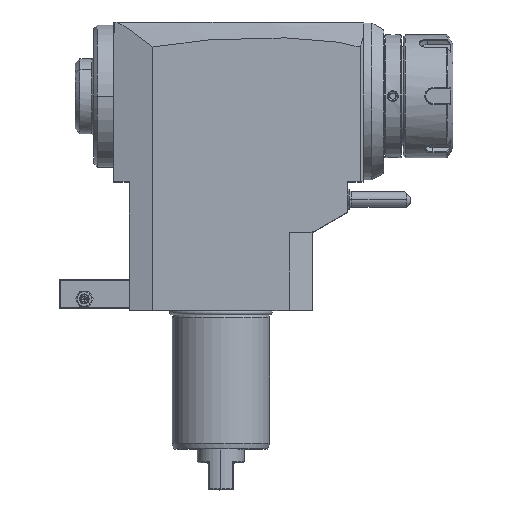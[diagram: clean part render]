
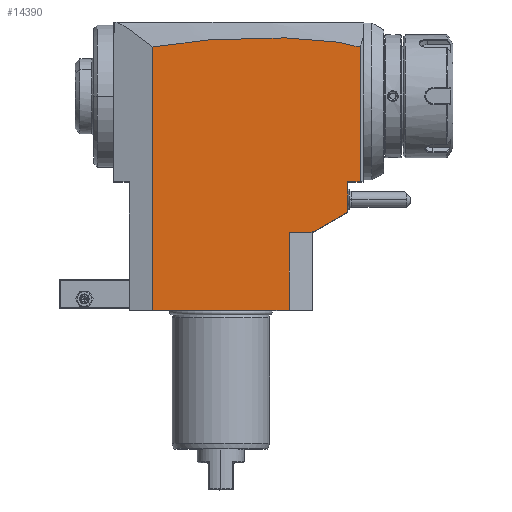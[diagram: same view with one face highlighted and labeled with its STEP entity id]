
A CAD part, top view. The second image highlights one B-rep face of the part: STEP entity #14390.
In plain terms, the highlighted planar face has unit normal (0, 0, 1).
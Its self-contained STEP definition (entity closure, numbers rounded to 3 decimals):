
#9=DIRECTION('',(-1.,0.,0.));
#10=VECTOR('',#9,70.);
#11=CARTESIAN_POINT('',(35.,0.,44.));
#12=LINE('',#11,#10);
#4542=DIRECTION('',(1.,0.,0.));
#4543=VECTOR('',#4542,11.);
#4544=CARTESIAN_POINT('',(35.,40.,44.));
#4545=LINE('',#4544,#4543);
#4558=DIRECTION('',(0.,1.,0.));
#4559=VECTOR('',#4558,40.);
#4560=CARTESIAN_POINT('',(35.,0.,44.));
#4561=LINE('',#4560,#4559);
#4590=DIRECTION('',(0.,-1.,0.));
#4591=VECTOR('',#4590,15.608);
#4592=CARTESIAN_POINT('',(65.,66.,44.));
#4593=LINE('',#4592,#4591);
#4594=DIRECTION('',(-0.866,-0.5,0.));
#4595=VECTOR('',#4594,20.785);
#4596=CARTESIAN_POINT('',(65.,50.392,44.));
#4597=LINE('',#4596,#4595);
#4598=DIRECTION('',(0.,1.,0.));
#4599=VECTOR('',#4598,0.577);
#4600=CARTESIAN_POINT('',(47.,40.,44.));
#4601=LINE('',#4600,#4599);
#4602=DIRECTION('',(0.866,0.5,0.));
#4603=VECTOR('',#4602,1.155);
#4604=CARTESIAN_POINT('',(46.,40.,44.));
#4605=LINE('',#4604,#4603);
#4606=DIRECTION('',(0.,1.,0.));
#4607=VECTOR('',#4606,135.17);
#4608=CARTESIAN_POINT('',(-35.,0.,44.));
#4609=LINE('',#4608,#4607);
#4610=CARTESIAN_POINT('',(71.5,135.054,44.));
#4611=CARTESIAN_POINT('',(71.148,135.177,44.));
#4612=CARTESIAN_POINT('',(70.419,135.419,44.));
#4613=CARTESIAN_POINT('',(69.237,135.77,44.));
#4614=CARTESIAN_POINT('',(68.,136.102,44.));
#4615=CARTESIAN_POINT('',(66.73,136.411,44.));
#4616=CARTESIAN_POINT('',(65.45,136.696,44.));
#4617=CARTESIAN_POINT('',(64.098,136.972,44.));
#4618=CARTESIAN_POINT('',(62.616,137.25,44.));
#4619=CARTESIAN_POINT('',(60.942,137.537,44.));
#4620=CARTESIAN_POINT('',(59.028,137.833,44.));
#4621=CARTESIAN_POINT('',(56.864,138.134,44.));
#4622=CARTESIAN_POINT('',(54.439,138.432,44.));
#4623=CARTESIAN_POINT('',(51.72,138.725,44.));
#4624=CARTESIAN_POINT('',(48.649,139.01,44.));
#4625=CARTESIAN_POINT('',(45.173,139.28,44.));
#4626=CARTESIAN_POINT('',(41.206,139.528,44.));
#4627=CARTESIAN_POINT('',(36.695,139.741,44.));
#4628=CARTESIAN_POINT('',(31.732,139.897,44.));
#4629=CARTESIAN_POINT('',(26.433,139.981,44.));
#4630=CARTESIAN_POINT('',(20.988,139.986,44.));
#4631=CARTESIAN_POINT('',(15.47,139.91,44.));
#4632=CARTESIAN_POINT('',(9.926,139.756,44.));
#4633=CARTESIAN_POINT('',(4.337,139.521,44.));
#4634=CARTESIAN_POINT('',(-1.298,139.202,44.));
#4635=CARTESIAN_POINT('',(-6.665,138.816,44.));
#4636=CARTESIAN_POINT('',(-11.42,138.406,44.));
#4637=CARTESIAN_POINT('',(-15.695,137.979,44.));
#4638=CARTESIAN_POINT('',(-19.682,137.528,44.));
#4639=CARTESIAN_POINT('',(-23.577,137.031,44.));
#4640=CARTESIAN_POINT('',(-27.425,136.481,44.));
#4641=CARTESIAN_POINT('',(-31.228,135.869,44.));
#4642=CARTESIAN_POINT('',(-33.747,135.413,44.));
#4643=CARTESIAN_POINT('',(-35.,135.17,44.));
#4645=DIRECTION('',(0.,-1.,0.));
#4646=VECTOR('',#4645,69.054);
#4647=CARTESIAN_POINT('',(71.5,135.054,44.));
#4648=LINE('',#4647,#4646);
#4649=DIRECTION('',(1.,0.,0.));
#4650=VECTOR('',#4649,6.5);
#4651=CARTESIAN_POINT('',(65.,66.,44.));
#4652=LINE('',#4651,#4650);
#9660=VERTEX_POINT('',#4610);
#9661=VERTEX_POINT('',#4643);
#9673=CARTESIAN_POINT('',(71.5,66.,44.));
#9674=VERTEX_POINT('',#9673);
#9693=CARTESIAN_POINT('',(35.,40.,44.));
#9694=CARTESIAN_POINT('',(46.,40.,44.));
#9695=VERTEX_POINT('',#9693);
#9696=VERTEX_POINT('',#9694);
#10033=CARTESIAN_POINT('',(35.,0.,44.));
#10034=CARTESIAN_POINT('',(-35.,0.,44.));
#10035=VERTEX_POINT('',#10033);
#10036=VERTEX_POINT('',#10034);
#10047=CARTESIAN_POINT('',(65.,50.392,44.));
#10048=CARTESIAN_POINT('',(47.,40.,44.));
#10049=VERTEX_POINT('',#10047);
#10050=VERTEX_POINT('',#10048);
#10103=CARTESIAN_POINT('',(47.,40.577,44.));
#10105=VERTEX_POINT('',#10103);
#10185=CARTESIAN_POINT('',(65.,66.,44.));
#10186=VERTEX_POINT('',#10185);
#14368=CARTESIAN_POINT('',(-53.475,40.,44.));
#14369=DIRECTION('',(0.,0.,1.));
#14370=DIRECTION('',(1.,0.,0.));
#14371=AXIS2_PLACEMENT_3D('',#14368,#14369,#14370);
#14372=PLANE('',#14371);
#14374=ORIENTED_EDGE('',*,*,#14373,.F.);
#14376=ORIENTED_EDGE('',*,*,#14375,.T.);
#14377=ORIENTED_EDGE('',*,*,#14288,.T.);
#14379=ORIENTED_EDGE('',*,*,#14378,.T.);
#14381=ORIENTED_EDGE('',*,*,#14380,.F.);
#14382=ORIENTED_EDGE('',*,*,#14308,.F.);
#14383=ORIENTED_EDGE('',*,*,#14325,.F.);
#14384=ORIENTED_EDGE('',*,*,#10204,.T.);
#14385=ORIENTED_EDGE('',*,*,#10358,.T.);
#14386=ORIENTED_EDGE('',*,*,#10816,.F.);
#14387=ORIENTED_EDGE('',*,*,#10833,.T.);
#14388=EDGE_LOOP('',(#14374,#14376,#14377,#14379,#14381,#14382,#14383,#14384,
#14385,#14386,#14387));
#14389=FACE_OUTER_BOUND('',#14388,.F.);
#4644=B_SPLINE_CURVE_WITH_KNOTS('',3,(#4610,#4611,#4612,#4613,#4614,#4615,#4616,
#4617,#4618,#4619,#4620,#4621,#4622,#4623,#4624,#4625,#4626,#4627,#4628,#4629,
#4630,#4631,#4632,#4633,#4634,#4635,#4636,#4637,#4638,#4639,#4640,#4641,#4642,
#4643),.UNSPECIFIED.,.F.,.F.,(4,1,1,1,1,1,1,1,1,1,1,1,1,1,1,1,1,1,1,1,1,1,1,1,1,
1,1,1,1,1,1,4),(0.,0.032,0.065,0.097,
0.129,0.161,0.194,0.226,
0.258,0.29,0.323,0.355,
0.387,0.419,0.452,0.484,
0.516,0.548,0.581,0.613,
0.645,0.677,0.71,0.742,
0.774,0.806,0.839,0.871,
0.903,0.935,0.968,1.),.UNSPECIFIED.);
#10204=EDGE_CURVE('',#10035,#10036,#12,.T.);
#10358=EDGE_CURVE('',#10036,#9661,#4609,.T.);
#10816=EDGE_CURVE('',#9660,#9661,#4644,.T.);
#10833=EDGE_CURVE('',#9660,#9674,#4648,.T.);
#14288=EDGE_CURVE('',#10049,#10050,#4597,.T.);
#14308=EDGE_CURVE('',#9695,#9696,#4545,.T.);
#14325=EDGE_CURVE('',#10035,#9695,#4561,.T.);
#14373=EDGE_CURVE('',#10186,#9674,#4652,.T.);
#14375=EDGE_CURVE('',#10186,#10049,#4593,.T.);
#14378=EDGE_CURVE('',#10050,#10105,#4601,.T.);
#14380=EDGE_CURVE('',#9696,#10105,#4605,.T.);
#14390=ADVANCED_FACE('',(#14389),#14372,.T.);
